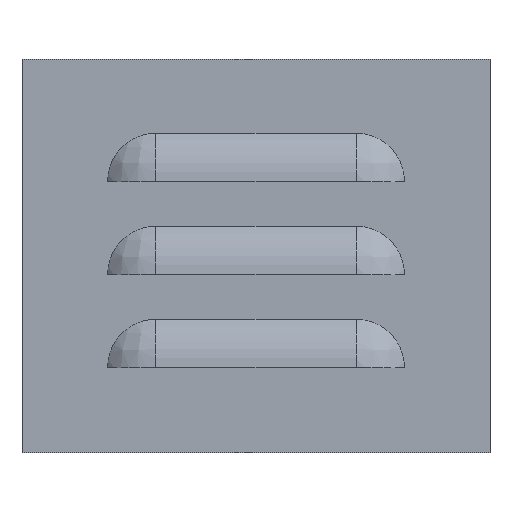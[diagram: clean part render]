
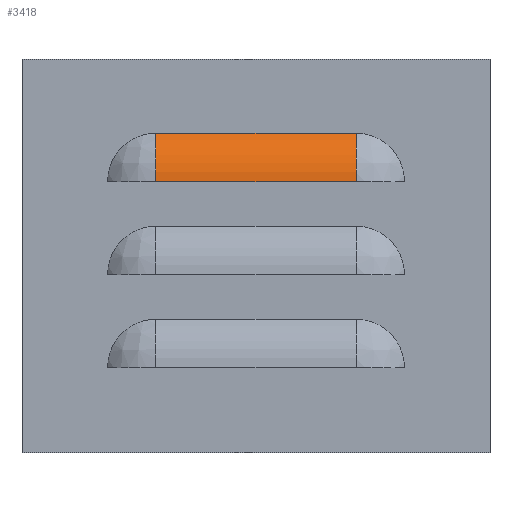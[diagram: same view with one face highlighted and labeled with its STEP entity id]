
A CAD part, front view. The second image highlights one B-rep face of the part: STEP entity #3418.
In plain terms, the highlighted cylindrical face has radius 21.16 mm (diameter 42.321 mm), a partial arc.
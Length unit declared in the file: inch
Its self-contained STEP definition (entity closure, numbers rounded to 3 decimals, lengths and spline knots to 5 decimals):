
#66 = VERTEX_POINT ( 'NONE', #3877 ) ;
#329 = ORIENTED_EDGE ( 'NONE', *, *, #5784, .T. ) ;
#592 = DIRECTION ( 'NONE',  ( 1., 0., 0. ) ) ;
#792 = CIRCLE ( 'NONE', #2334, 0.83308 ) ;
#862 = LINE ( 'NONE', #4740, #2845 ) ;
#1061 = ORIENTED_EDGE ( 'NONE', *, *, #6658, .T. ) ;
#1292 = VECTOR ( 'NONE', #592, 39.37008 ) ;
#1509 = DIRECTION ( 'NONE',  ( 0., 0., 1. ) ) ;
#1847 = DIRECTION ( 'NONE',  ( 1., 0., 0. ) ) ;
#1894 = CIRCLE ( 'NONE', #4736, 0.83308 ) ;
#2143 = VERTEX_POINT ( 'NONE', #4513 ) ;
#2165 = CARTESIAN_POINT ( 'NONE',  ( 1.35, 0.52108, 1.004 ) ) ;
#2334 = AXIS2_PLACEMENT_3D ( 'NONE', #5266, #1847, #4152 ) ;
#2617 = ORIENTED_EDGE ( 'NONE', *, *, #3831, .F. ) ;
#2845 = VECTOR ( 'NONE', #5344, 39.37008 ) ;
#2905 = CARTESIAN_POINT ( 'NONE',  ( 1.35, 0., 1.654 ) ) ;
#3044 = CARTESIAN_POINT ( 'NONE',  ( -1.35, 0., 1.654 ) ) ;
#3285 = VERTEX_POINT ( 'NONE', #3044 ) ;
#3418 = ADVANCED_FACE ( 'NONE', ( #3834 ), #7262, .T. ) ;
#3831 = EDGE_CURVE ( 'NONE', #4903, #66, #792, .T. ) ;
#3834 = FACE_OUTER_BOUND ( 'NONE', #4832, .T. ) ;
#3877 = CARTESIAN_POINT ( 'NONE',  ( 1.35, -0.312, 1.004 ) ) ;
#4152 = DIRECTION ( 'NONE',  ( 0., 0., 1. ) ) ;
#4153 = ORIENTED_EDGE ( 'NONE', *, *, #4167, .F. ) ;
#4167 = EDGE_CURVE ( 'NONE', #3285, #4903, #6275, .T. ) ;
#4423 = DIRECTION ( 'NONE',  ( -1., 0., 0. ) ) ;
#4513 = CARTESIAN_POINT ( 'NONE',  ( -1.35, -0.312, 1.004 ) ) ;
#4736 = AXIS2_PLACEMENT_3D ( 'NONE', #6525, #6602, #1509 ) ;
#4740 = CARTESIAN_POINT ( 'NONE',  ( 1.35, -0.312, 1.004 ) ) ;
#4832 = EDGE_LOOP ( 'NONE', ( #2617, #4153, #1061, #329 ) ) ;
#4903 = VERTEX_POINT ( 'NONE', #2905 ) ;
#5266 = CARTESIAN_POINT ( 'NONE',  ( 1.35, 0.52108, 1.004 ) ) ;
#5344 = DIRECTION ( 'NONE',  ( 1., 0., 0. ) ) ;
#5420 = AXIS2_PLACEMENT_3D ( 'NONE', #2165, #4423, #6707 ) ;
#5774 = CARTESIAN_POINT ( 'NONE',  ( -3.154, 0., 1.654 ) ) ;
#5784 = EDGE_CURVE ( 'NONE', #2143, #66, #862, .T. ) ;
#6275 = LINE ( 'NONE', #5774, #1292 ) ;
#6525 = CARTESIAN_POINT ( 'NONE',  ( -1.35, 0.52108, 1.004 ) ) ;
#6602 = DIRECTION ( 'NONE',  ( 1., 0., 0. ) ) ;
#6658 = EDGE_CURVE ( 'NONE', #3285, #2143, #1894, .T. ) ;
#6707 = DIRECTION ( 'NONE',  ( 0., 0., 1. ) ) ;
#7262 = CYLINDRICAL_SURFACE ( 'NONE', #5420, 0.83308 ) ;
